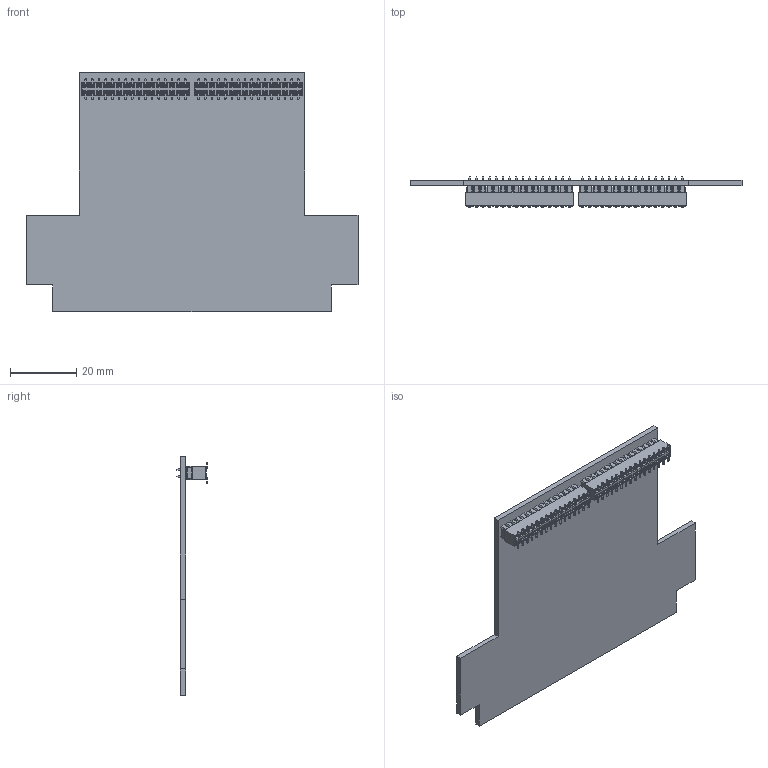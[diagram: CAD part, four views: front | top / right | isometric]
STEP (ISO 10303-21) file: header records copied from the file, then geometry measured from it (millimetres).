
FILE_DESCRIPTION (( 'STEP AP214' ), '1' );
FILE_NAME ('VRAC_MotherBoard_Shield.STEP', '2023-12-15T11:09:28', ( '' ), ( '' ), 'SwSTEP 2.0', 'SolidWorks 2022', '' );
FILE_SCHEMA (( 'AUTOMOTIVE_DESIGN' ));
Length unit declared in the file: millimetre
Products named in the file (8): 621032242921 (rev1).stp; VRAC_MotherBoard_Shield; 62003221121 (rev1).stp; 621032242921_Housing.stp; pcb; 6200xx21121_PIN.stp; 62003221121.stp; 6210xx242921.stp
Assembly tree (71 placements, depth 3):
  VRAC_MotherBoard_Shield
    pcb
    621032242921 (rev1).stp  x2
      621032242921_Housing.stp
      6210xx242921.stp
    62003221121 (rev1).stp  x2
      62003221121.stp
      6200xx21121_PIN.stp
Bounding box: 100 x 9.3 x 72 mm (x, y, z)
Volume: 10381.7 mm3; surface area: 18163.3 mm2
Topology: 133 solids, 133 shells, 7336 faces, 19212 edges, 12144 vertices
Faces by surface type: plane 5608, cylinder 1600, bspline 128
Entity records: 33320 total; most frequent: CARTESIAN_POINT 5848, ORIENTED_EDGE 5670, DIRECTION 5164, EDGE_CURVE 2835, VECTOR 2778, LINE 2778, VERTEX_POINT 1775, EDGE_LOOP 1200
